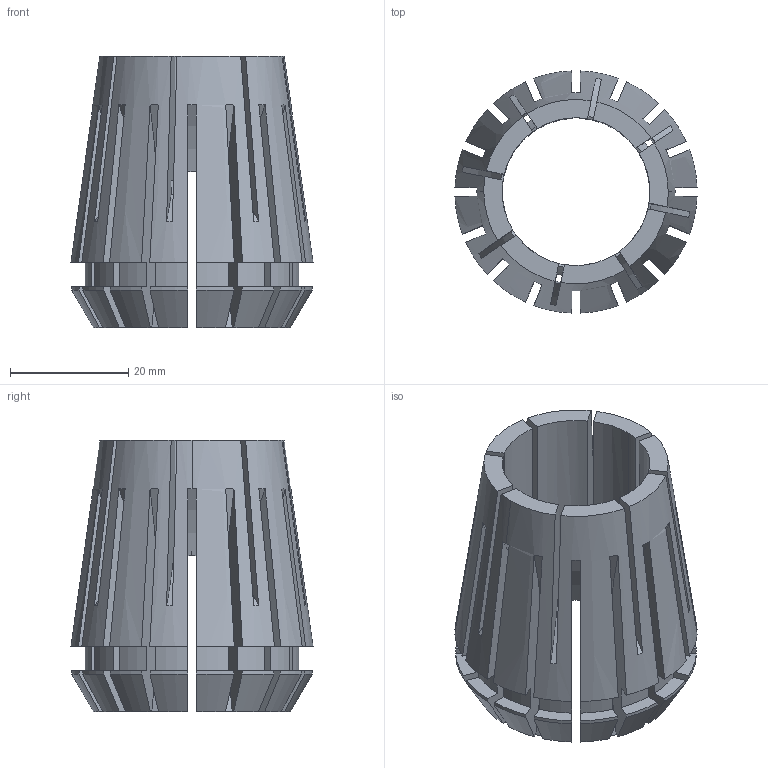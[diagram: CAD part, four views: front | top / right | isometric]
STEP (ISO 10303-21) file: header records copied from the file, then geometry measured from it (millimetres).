
FILE_DESCRIPTION (( 'STEP AP203' ), '1' );
FILE_NAME ('STP-5250-112-040-025-0(04441-25).STEP', '2022-08-09T07:38:07', ( '' ), ( '' ), 'SwSTEP 2.0', 'SolidWorks 2017', '' );
FILE_SCHEMA (( 'CONFIG_CONTROL_DESIGN' ));
Length unit declared in the file: millimetre
Products named in the file (1): STP-5250-112-040-025-0(04441-25)
Bounding box: 40.97 x 40.97 x 46 mm (x, y, z)
Volume: 19713.2 mm3; surface area: 17225.8 mm2
Topology: 1 solids, 1 shells, 200 faces, 609 edges, 406 vertices
Faces by surface type: plane 99, cylinder 83, cone 18
Entity records: 7194 total; most frequent: CARTESIAN_POINT 1706, ORIENTED_EDGE 1218, DIRECTION 1091, EDGE_CURVE 609, AXIS2_PLACEMENT_3D 417, VERTEX_POINT 406, VECTOR 257, LINE 257
